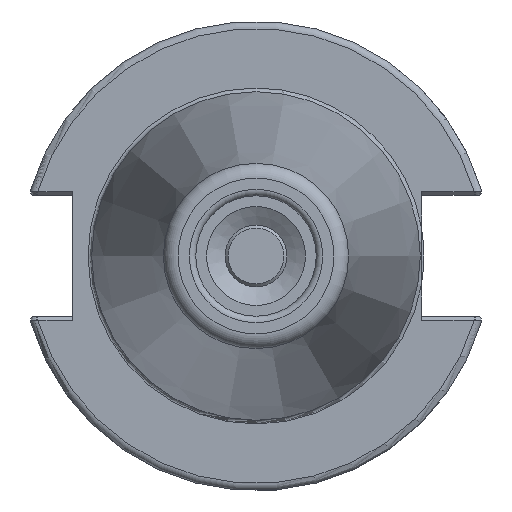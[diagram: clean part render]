
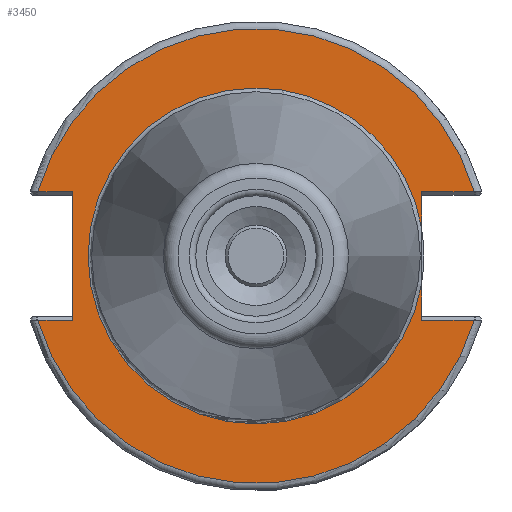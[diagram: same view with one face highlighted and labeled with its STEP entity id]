
A CAD part, left-side view. The second image highlights one B-rep face of the part: STEP entity #3450.
In plain terms, the highlighted planar face has unit normal (-1, 0, 0).
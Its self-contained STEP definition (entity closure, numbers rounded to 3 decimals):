
#205=CIRCLE('',#3739,30.775);
#206=CIRCLE('',#3741,22.725);
#207=CIRCLE('',#3742,22.725);
#208=CIRCLE('',#3743,30.775);
#369=FACE_OUTER_BOUND('',#585,.T.);
#585=EDGE_LOOP('',(#2460,#2461,#2462,#2463,#2464,#2465,#2466,#2467,#2468,
#2469,#2470));
#833=LINE('',#5330,#1129);
#835=LINE('',#5398,#1131);
#836=LINE('',#5404,#1132);
#837=LINE('',#5406,#1133);
#838=LINE('',#5410,#1134);
#839=LINE('',#5412,#1135);
#840=LINE('',#5413,#1136);
#1129=VECTOR('',#4224,10.);
#1131=VECTOR('',#4242,10.);
#1132=VECTOR('',#4247,10.);
#1133=VECTOR('',#4248,10.);
#1134=VECTOR('',#4251,10.);
#1135=VECTOR('',#4252,10.);
#1136=VECTOR('',#4253,10.);
#1458=VERTEX_POINT('',#5323);
#1461=VERTEX_POINT('',#5328);
#1467=VERTEX_POINT('',#5376);
#1469=VERTEX_POINT('',#5397);
#1470=VERTEX_POINT('',#5399);
#1471=VERTEX_POINT('',#5401);
#1472=VERTEX_POINT('',#5403);
#1473=VERTEX_POINT('',#5405);
#1474=VERTEX_POINT('',#5407);
#1475=VERTEX_POINT('',#5409);
#1476=VERTEX_POINT('',#5411);
#1826=EDGE_CURVE('',#1461,#1458,#833,.T.);
#1836=EDGE_CURVE('',#1458,#1467,#205,.T.);
#1839=EDGE_CURVE('',#1461,#1469,#835,.T.);
#1840=EDGE_CURVE('',#1469,#1470,#206,.T.);
#1841=EDGE_CURVE('',#1470,#1471,#207,.T.);
#1842=EDGE_CURVE('',#1471,#1472,#836,.T.);
#1843=EDGE_CURVE('',#1473,#1472,#837,.T.);
#1844=EDGE_CURVE('',#1474,#1473,#208,.T.);
#1845=EDGE_CURVE('',#1475,#1474,#838,.T.);
#1846=EDGE_CURVE('',#1475,#1476,#839,.T.);
#1847=EDGE_CURVE('',#1467,#1476,#840,.T.);
#2460=ORIENTED_EDGE('',*,*,#1826,.F.);
#2461=ORIENTED_EDGE('',*,*,#1839,.T.);
#2462=ORIENTED_EDGE('',*,*,#1840,.T.);
#2463=ORIENTED_EDGE('',*,*,#1841,.T.);
#2464=ORIENTED_EDGE('',*,*,#1842,.T.);
#2465=ORIENTED_EDGE('',*,*,#1843,.F.);
#2466=ORIENTED_EDGE('',*,*,#1844,.F.);
#2467=ORIENTED_EDGE('',*,*,#1845,.F.);
#2468=ORIENTED_EDGE('',*,*,#1846,.T.);
#2469=ORIENTED_EDGE('',*,*,#1847,.F.);
#2470=ORIENTED_EDGE('',*,*,#1836,.F.);
#3298=PLANE('',#3740);
#3450=ADVANCED_FACE('',(#369),#3298,.T.);
#3739=AXIS2_PLACEMENT_3D('',#5377,#4238,#4239);
#3740=AXIS2_PLACEMENT_3D('',#5396,#4240,#4241);
#3741=AXIS2_PLACEMENT_3D('',#5400,#4243,#4244);
#3742=AXIS2_PLACEMENT_3D('',#5402,#4245,#4246);
#3743=AXIS2_PLACEMENT_3D('',#5408,#4249,#4250);
#4224=DIRECTION('',(0.,-1.,0.));
#4238=DIRECTION('center_axis',(1.,0.,0.));
#4239=DIRECTION('ref_axis',(0.,0.,-1.));
#4240=DIRECTION('center_axis',(-1.,0.,0.));
#4241=DIRECTION('ref_axis',(0.,0.,1.));
#4242=DIRECTION('',(0.,0.,1.));
#4243=DIRECTION('center_axis',(1.,0.,0.));
#4244=DIRECTION('ref_axis',(0.,0.,-1.));
#4245=DIRECTION('center_axis',(1.,0.,0.));
#4246=DIRECTION('ref_axis',(0.,0.,-1.));
#4247=DIRECTION('',(0.,0.,1.));
#4248=DIRECTION('',(0.,1.,0.));
#4249=DIRECTION('center_axis',(1.,0.,0.));
#4250=DIRECTION('ref_axis',(0.,0.,-1.));
#4251=DIRECTION('',(0.,1.,0.));
#4252=DIRECTION('',(0.,0.,-1.));
#4253=DIRECTION('',(0.,-1.,0.));
#5323=CARTESIAN_POINT('',(1.,-29.523,-8.69));
#5328=CARTESIAN_POINT('',(1.,-22.41,-8.69));
#5330=CARTESIAN_POINT('',(1.,-4.878,-8.69));
#5376=CARTESIAN_POINT('',(1.,29.523,-8.69));
#5377=CARTESIAN_POINT('Origin',(1.,0.,
0.));
#5396=CARTESIAN_POINT('Origin',(1.,30.775,0.));
#5397=CARTESIAN_POINT('',(1.,-22.41,-3.771));
#5398=CARTESIAN_POINT('',(1.,-22.41,-4.095));
#5399=CARTESIAN_POINT('',(1.,0.,22.725));
#5400=CARTESIAN_POINT('Origin',(1.,0.,
0.));
#5401=CARTESIAN_POINT('',(1.,-22.41,3.771));
#5402=CARTESIAN_POINT('Origin',(1.,0.,
0.));
#5403=CARTESIAN_POINT('',(1.,-22.41,8.69));
#5404=CARTESIAN_POINT('',(1.,-22.41,-4.095));
#5405=CARTESIAN_POINT('',(1.,-29.523,8.69));
#5406=CARTESIAN_POINT('',(1.,4.182,8.69));
#5407=CARTESIAN_POINT('',(1.,29.523,8.69));
#5408=CARTESIAN_POINT('Origin',(1.,0.,
0.));
#5409=CARTESIAN_POINT('',(1.,24.8,8.69));
#5410=CARTESIAN_POINT('',(1.,32.958,8.69));
#5411=CARTESIAN_POINT('',(1.,24.8,-8.69));
#5412=CARTESIAN_POINT('',(1.,24.8,4.095));
#5413=CARTESIAN_POINT('',(1.,27.788,-8.69));
